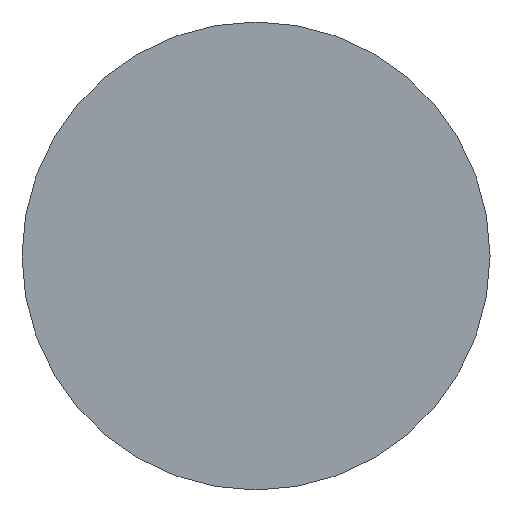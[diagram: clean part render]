
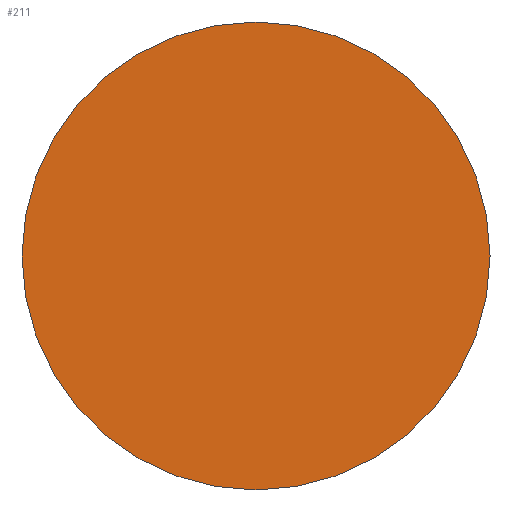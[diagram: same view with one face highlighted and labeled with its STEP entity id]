
A CAD part, front view. The second image highlights one B-rep face of the part: STEP entity #211.
In plain terms, the highlighted planar face has unit normal (0, -1, 0).
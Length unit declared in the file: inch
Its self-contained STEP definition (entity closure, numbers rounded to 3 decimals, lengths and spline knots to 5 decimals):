
#7 = ORIENTED_EDGE ( 'NONE', *, *, #276, .T. ) ;
#20 = PLANE ( 'NONE',  #343 ) ;
#28 = CARTESIAN_POINT ( 'NONE',  ( 0., 0., -0.375 ) ) ;
#56 = FACE_OUTER_BOUND ( 'NONE', #436, .T. ) ;
#71 = CARTESIAN_POINT ( 'NONE',  ( 0., 0., 0.375 ) ) ;
#128 = AXIS2_PLACEMENT_3D ( 'NONE', #294, #393, #222 ) ;
#150 = DIRECTION ( 'NONE',  ( 0., 0., -1. ) ) ;
#211 = ADVANCED_FACE ( 'NONE', ( #56 ), #20, .T. ) ;
#218 = DIRECTION ( 'NONE',  ( 0., -1., 0. ) ) ;
#222 = DIRECTION ( 'NONE',  ( 0., 0., -1. ) ) ;
#228 = VERTEX_POINT ( 'NONE', #28 ) ;
#243 = CIRCLE ( 'NONE', #320, 0.375 ) ;
#253 = ORIENTED_EDGE ( 'NONE', *, *, #359, .T. ) ;
#271 = CIRCLE ( 'NONE', #128, 0.375 ) ;
#275 = DIRECTION ( 'NONE',  ( 0., -1., 0. ) ) ;
#276 = EDGE_CURVE ( 'NONE', #285, #228, #243, .T. ) ;
#285 = VERTEX_POINT ( 'NONE', #71 ) ;
#294 = CARTESIAN_POINT ( 'NONE',  ( 0., 0., 0. ) ) ;
#320 = AXIS2_PLACEMENT_3D ( 'NONE', #420, #218, #368 ) ;
#343 = AXIS2_PLACEMENT_3D ( 'NONE', #457, #275, #150 ) ;
#359 = EDGE_CURVE ( 'NONE', #228, #285, #271, .T. ) ;
#368 = DIRECTION ( 'NONE',  ( 0., 0., -1. ) ) ;
#393 = DIRECTION ( 'NONE',  ( 0., -1., 0. ) ) ;
#420 = CARTESIAN_POINT ( 'NONE',  ( 0., 0., 0. ) ) ;
#436 = EDGE_LOOP ( 'NONE', ( #253, #7 ) ) ;
#457 = CARTESIAN_POINT ( 'NONE',  ( 0., 0., 0. ) ) ;
